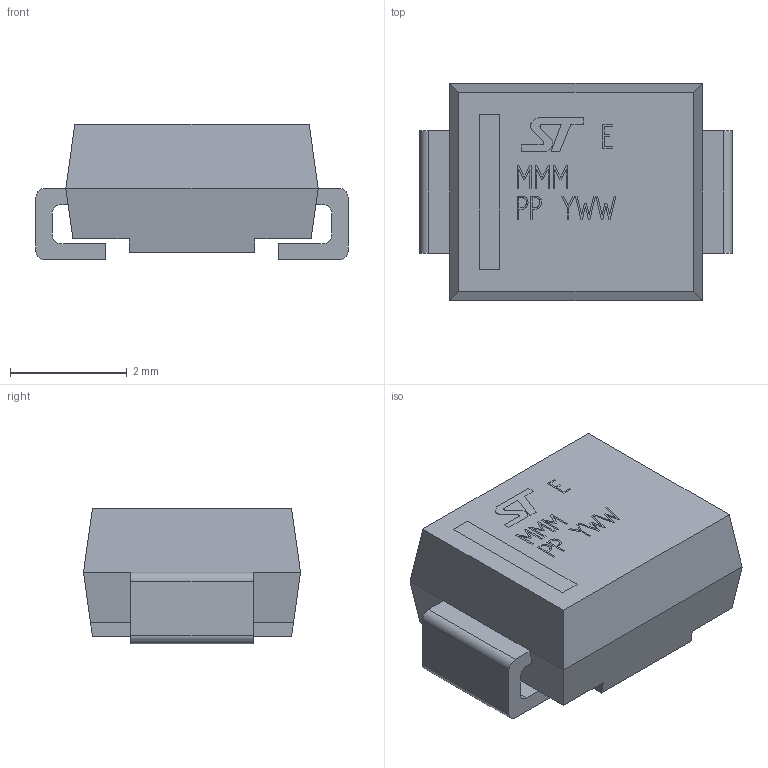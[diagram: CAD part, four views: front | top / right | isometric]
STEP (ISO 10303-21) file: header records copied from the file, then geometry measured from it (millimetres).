
FILE_DESCRIPTION(/* description */ ('Unknown'),/* implementation_level */ '2;1');
FILE_NAME(/* name */ 'SMBJ12A',/* time_stamp */ '2022-11-10T12:27:44+02:00',/* author */ ('Unknown'),/* organization */ ('Unknown'),/* preprocessor_version */ 'ST-DEVELOPER v18.102',/* originating_system */ 'Solid Edge',/* authorisation */ 'Unknown');
FILE_SCHEMA (('AUTOMOTIVE_DESIGN {1 0 10303 214 3 1 1}'));
Length unit declared in the file: millimetre
Products named in the file (1): SMBJ12A
Bounding box: 5.35 x 3.72 x 2.33 mm (x, y, z)
Volume: 34 mm3; surface area: 82.9 mm2
Topology: 1 solids, 1 shells, 53 faces, 229 edges, 191 vertices
Faces by surface type: plane 45, cylinder 8
Entity records: 2838 total; most frequent: CARTESIAN_POINT 656, ORIENTED_EDGE 458, DIRECTION 256, EDGE_CURVE 229, VERTEX_POINT 191, LINE 106, VECTOR 106, B_SPLINE_CURVE_WITH_KNOTS 102
